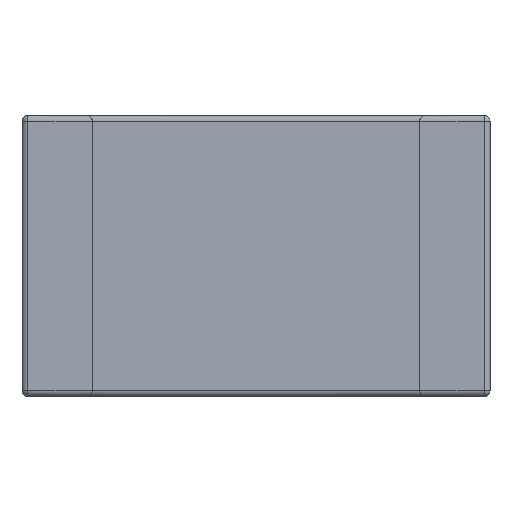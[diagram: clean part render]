
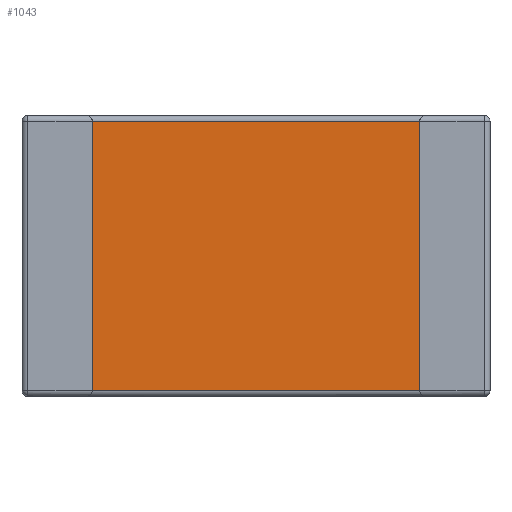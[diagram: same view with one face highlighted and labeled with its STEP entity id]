
A CAD part, top view. The second image highlights one B-rep face of the part: STEP entity #1043.
In plain terms, the highlighted planar face has unit normal (0, 0, 1).
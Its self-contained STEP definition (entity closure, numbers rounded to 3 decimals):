
#48=PLANE('',#1163);
#144=LINE('',#1767,#240);
#145=LINE('',#1770,#241);
#149=LINE('',#1780,#245);
#150=LINE('',#1781,#246);
#240=VECTOR('',#1469,10.);
#241=VECTOR('',#1472,10.);
#245=VECTOR('',#1480,10.);
#246=VECTOR('',#1481,10.);
#339=FACE_OUTER_BOUND('',#407,.T.);
#407=EDGE_LOOP('',(#943,#944,#945,#946));
#525=VERTEX_POINT('',#1760);
#528=VERTEX_POINT('',#1765);
#529=VERTEX_POINT('',#1769);
#533=VERTEX_POINT('',#1779);
#666=EDGE_CURVE('',#528,#525,#144,.T.);
#667=EDGE_CURVE('',#525,#529,#145,.T.);
#672=EDGE_CURVE('',#533,#528,#149,.T.);
#673=EDGE_CURVE('',#529,#533,#150,.T.);
#943=ORIENTED_EDGE('',*,*,#666,.F.);
#944=ORIENTED_EDGE('',*,*,#672,.F.);
#945=ORIENTED_EDGE('',*,*,#673,.F.);
#946=ORIENTED_EDGE('',*,*,#667,.F.);
#1043=ADVANCED_FACE('',(#339),#48,.T.);
#1163=AXIS2_PLACEMENT_3D('',#1778,#1478,#1479);
#1469=DIRECTION('',(1.,0.,0.));
#1472=DIRECTION('',(0.,-1.,0.));
#1478=DIRECTION('center_axis',(0.,0.,1.));
#1479=DIRECTION('ref_axis',(0.,-1.,0.));
#1480=DIRECTION('',(0.,1.,0.));
#1481=DIRECTION('',(-1.,0.,0.));
#1760=CARTESIAN_POINT('',(0.7,0.575,0.45));
#1765=CARTESIAN_POINT('',(-0.7,0.575,0.45));
#1767=CARTESIAN_POINT('',(-0.7,0.575,0.45));
#1769=CARTESIAN_POINT('',(0.7,-0.575,0.45));
#1770=CARTESIAN_POINT('',(0.7,0.3,0.45));
#1778=CARTESIAN_POINT('Origin',(-0.7,0.6,0.45));
#1779=CARTESIAN_POINT('',(-0.7,-0.575,0.45));
#1780=CARTESIAN_POINT('',(-0.7,0.3,0.45));
#1781=CARTESIAN_POINT('',(-0.7,-0.575,0.45));
